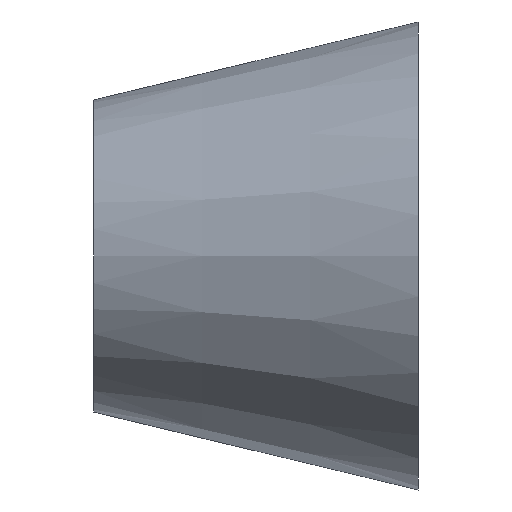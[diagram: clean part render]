
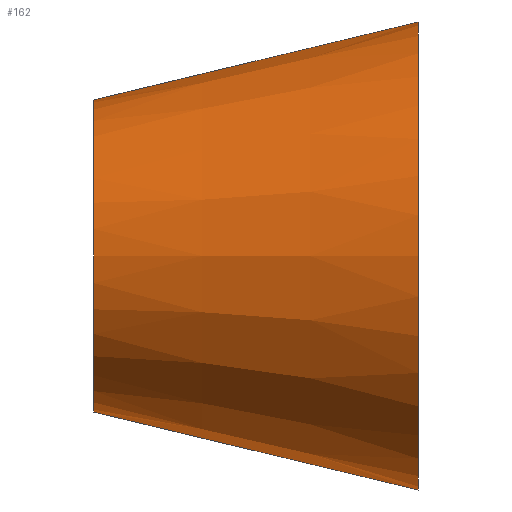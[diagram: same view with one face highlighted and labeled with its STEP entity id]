
A CAD part, left-side view. The second image highlights one B-rep face of the part: STEP entity #162.
In plain terms, the highlighted conical face has half-angle 13.524 degrees and reference radius 12.7 mm.
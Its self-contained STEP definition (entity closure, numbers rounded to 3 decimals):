
#7 = EDGE_CURVE ( 'NONE', #175, #58, #209, .T. ) ;
#10 = CARTESIAN_POINT ( 'NONE',  ( 0., 26.4, 12.7 ) ) ;
#23 = VECTOR ( 'NONE', #233, 1000. ) ;
#28 = CARTESIAN_POINT ( 'NONE',  ( 0., 26.4, 12.7 ) ) ;
#29 = CARTESIAN_POINT ( 'NONE',  ( 0., 26.4, -12.7 ) ) ;
#30 = DIRECTION ( 'NONE',  ( 0., 0., 1. ) ) ;
#40 = CONICAL_SURFACE ( 'NONE', #159, 12.7, 0.236 ) ;
#48 = DIRECTION ( 'NONE',  ( 0., 0., 1. ) ) ;
#51 = VECTOR ( 'NONE', #222, 1000. ) ;
#58 = VERTEX_POINT ( 'NONE', #165 ) ;
#60 = ORIENTED_EDGE ( 'NONE', *, *, #234, .F. ) ;
#64 = CARTESIAN_POINT ( 'NONE',  ( 0., 0., 0. ) ) ;
#67 = DIRECTION ( 'NONE',  ( 0., -1., 0. ) ) ;
#68 = EDGE_CURVE ( 'NONE', #158, #97, #102, .T. ) ;
#89 = FACE_OUTER_BOUND ( 'NONE', #191, .T. ) ;
#90 = LINE ( 'NONE', #10, #51 ) ;
#97 = VERTEX_POINT ( 'NONE', #28 ) ;
#99 = AXIS2_PLACEMENT_3D ( 'NONE', #214, #108, #48 ) ;
#102 = CIRCLE ( 'NONE', #99, 12.7 ) ;
#104 = ORIENTED_EDGE ( 'NONE', *, *, #7, .T. ) ;
#108 = DIRECTION ( 'NONE',  ( 0., 1., 0. ) ) ;
#112 = CARTESIAN_POINT ( 'NONE',  ( 0., 0., -19.05 ) ) ;
#115 = EDGE_CURVE ( 'NONE', #158, #175, #126, .T. ) ;
#126 = LINE ( 'NONE', #147, #23 ) ;
#133 = AXIS2_PLACEMENT_3D ( 'NONE', #64, #182, #30 ) ;
#147 = CARTESIAN_POINT ( 'NONE',  ( 0., 26.4, -12.7 ) ) ;
#148 = DIRECTION ( 'NONE',  ( 0., 0., -1. ) ) ;
#158 = VERTEX_POINT ( 'NONE', #29 ) ;
#159 = AXIS2_PLACEMENT_3D ( 'NONE', #220, #67, #148 ) ;
#162 = ADVANCED_FACE ( 'NONE', ( #89 ), #40, .T. ) ;
#165 = CARTESIAN_POINT ( 'NONE',  ( 0., 0., 19.05 ) ) ;
#175 = VERTEX_POINT ( 'NONE', #112 ) ;
#178 = ORIENTED_EDGE ( 'NONE', *, *, #115, .T. ) ;
#182 = DIRECTION ( 'NONE',  ( 0., 1., 0. ) ) ;
#183 = ORIENTED_EDGE ( 'NONE', *, *, #68, .F. ) ;
#191 = EDGE_LOOP ( 'NONE', ( #60, #183, #178, #104 ) ) ;
#209 = CIRCLE ( 'NONE', #133, 19.05 ) ;
#214 = CARTESIAN_POINT ( 'NONE',  ( 0., 26.4, 0. ) ) ;
#220 = CARTESIAN_POINT ( 'NONE',  ( 0., 26.4, 0. ) ) ;
#222 = DIRECTION ( 'NONE',  ( 0., -0.972, 0.234 ) ) ;
#233 = DIRECTION ( 'NONE',  ( 0., -0.972, -0.234 ) ) ;
#234 = EDGE_CURVE ( 'NONE', #97, #58, #90, .T. ) ;
